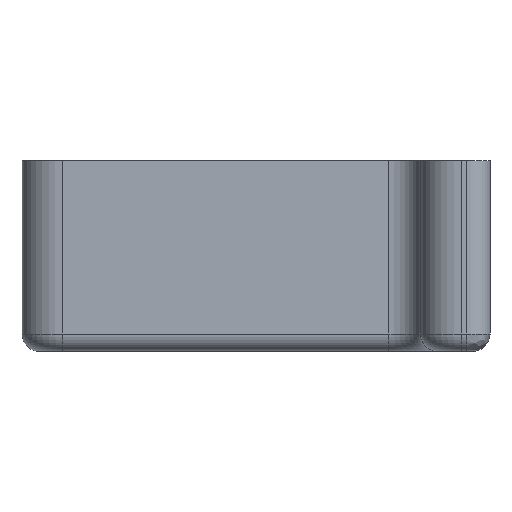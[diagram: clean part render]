
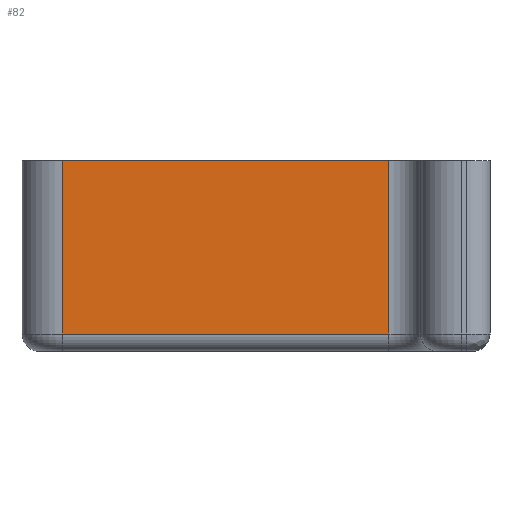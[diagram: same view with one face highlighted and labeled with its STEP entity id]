
A CAD part, front view. The second image highlights one B-rep face of the part: STEP entity #82.
In plain terms, the highlighted planar face has unit normal (0, -1, 0).
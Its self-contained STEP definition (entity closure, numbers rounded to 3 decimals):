
#82 = ADVANCED_FACE( '', ( #129 ), #130, .T. );
#129 = FACE_OUTER_BOUND( '', #223, .T. );
#130 = PLANE( '', #224 );
#223 = EDGE_LOOP( '', ( #364, #365, #366, #367 ) );
#224 = AXIS2_PLACEMENT_3D( '', #368, #369, #370 );
#364 = ORIENTED_EDGE( '', *, *, #641, .F. );
#365 = ORIENTED_EDGE( '', *, *, #640, .F. );
#366 = ORIENTED_EDGE( '', *, *, #642, .F. );
#367 = ORIENTED_EDGE( '', *, *, #643, .F. );
#368 = CARTESIAN_POINT( '', ( -75., -9., -30. ) );
#369 = DIRECTION( '', ( 0., -1., 0. ) );
#370 = DIRECTION( '', ( -1., 0., 0. ) );
#640 = EDGE_CURVE( '', #753, #749, #755, .T. );
#641 = EDGE_CURVE( '', #749, #719, #756, .T. );
#642 = EDGE_CURVE( '', #757, #753, #758, .T. );
#643 = EDGE_CURVE( '', #719, #757, #759, .T. );
#719 = VERTEX_POINT( '', #875 );
#749 = VERTEX_POINT( '', #912 );
#753 = VERTEX_POINT( '', #917 );
#755 = LINE( '', #919, #920 );
#756 = LINE( '', #921, #922 );
#757 = VERTEX_POINT( '', #923 );
#758 = LINE( '', #924, #925 );
#759 = LINE( '', #926, #927 );
#875 = CARTESIAN_POINT( '', ( -71., -9., -30. ) );
#912 = CARTESIAN_POINT( '', ( -14.5, -9., -30. ) );
#917 = CARTESIAN_POINT( '', ( -14.5, -9., 0. ) );
#919 = CARTESIAN_POINT( '', ( -14.5, -9., -30. ) );
#920 = VECTOR( '', #1130, 1000. );
#921 = CARTESIAN_POINT( '', ( -56.25, -9., -30. ) );
#922 = VECTOR( '', #1131, 1000. );
#923 = CARTESIAN_POINT( '', ( -71., -9., 0. ) );
#924 = CARTESIAN_POINT( '', ( -56.25, -9., 0. ) );
#925 = VECTOR( '', #1132, 1000. );
#926 = CARTESIAN_POINT( '', ( -71., -9., -30. ) );
#927 = VECTOR( '', #1133, 1000. );
#1130 = DIRECTION( '', ( 0., 0., -1. ) );
#1131 = DIRECTION( '', ( -1., 0., 0. ) );
#1132 = DIRECTION( '', ( 1., 0., 0. ) );
#1133 = DIRECTION( '', ( 0., 0., 1. ) );
